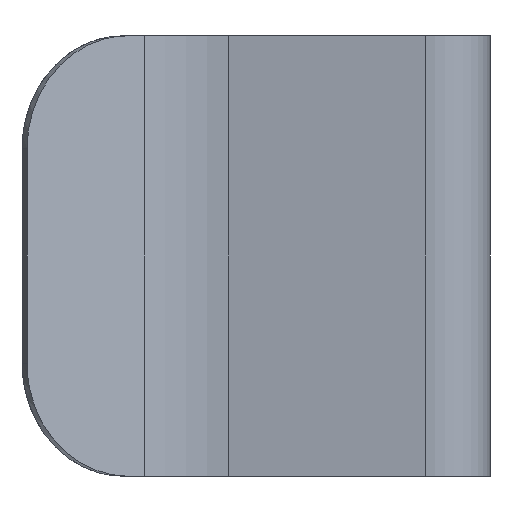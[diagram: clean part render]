
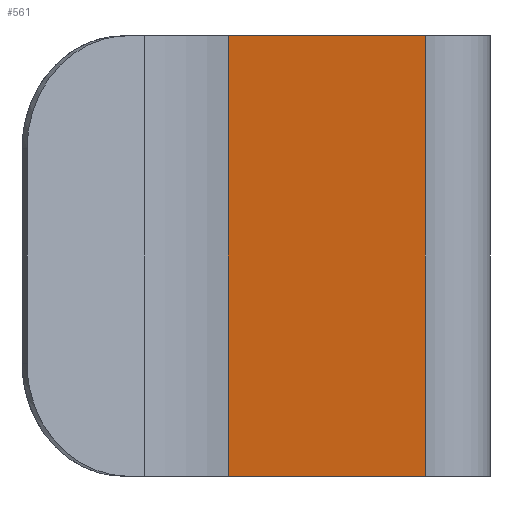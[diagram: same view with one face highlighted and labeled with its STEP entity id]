
A CAD part, left-side view. The second image highlights one B-rep face of the part: STEP entity #561.
In plain terms, the highlighted planar face has unit normal (-0.989, 0.145, 0).
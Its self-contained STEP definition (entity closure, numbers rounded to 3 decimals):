
#76=ORIENTED_EDGE('',*,*,#242,.T.);
#77=ORIENTED_EDGE('',*,*,#243,.F.);
#78=ORIENTED_EDGE('',*,*,#244,.F.);
#79=ORIENTED_EDGE('',*,*,#240,.T.);
#240=EDGE_CURVE('',#323,#322,#377,.T.);
#242=EDGE_CURVE('',#322,#324,#378,.T.);
#243=EDGE_CURVE('',#325,#324,#379,.T.);
#244=EDGE_CURVE('',#323,#325,#380,.T.);
#322=VERTEX_POINT('',#855);
#323=VERTEX_POINT('',#857);
#324=VERTEX_POINT('',#861);
#325=VERTEX_POINT('',#863);
#377=LINE('',#856,#433);
#378=LINE('',#860,#434);
#379=LINE('',#862,#435);
#380=LINE('',#864,#436);
#433=VECTOR('',#680,1000.);
#434=VECTOR('',#685,1000.);
#435=VECTOR('',#686,1000.);
#436=VECTOR('',#687,1000.);
#485=EDGE_LOOP('',(#76,#77,#78,#79));
#515=FACE_BOUND('',#485,.T.);
#544=PLANE('',#608);
#561=ADVANCED_FACE('',(#515),#544,.F.);
#608=AXIS2_PLACEMENT_3D('',#859,#683,#684);
#680=DIRECTION('',(0.,0.,-1.));
#683=DIRECTION('',(0.989,-0.145,0.));
#684=DIRECTION('',(0.145,0.989,0.));
#685=DIRECTION('',(-0.145,-0.989,0.));
#686=DIRECTION('',(0.,0.,-1.));
#687=DIRECTION('',(-0.145,-0.989,0.));
#855=CARTESIAN_POINT('',(-7.727,0.537,-3.9));
#856=CARTESIAN_POINT('',(-7.727,0.537,3.9));
#857=CARTESIAN_POINT('',(-7.727,0.537,3.9));
#859=CARTESIAN_POINT('',(-7.727,0.537,3.9));
#860=CARTESIAN_POINT('',(-7.727,0.537,-3.9));
#861=CARTESIAN_POINT('',(-8.239,-2.955,-3.9));
#862=CARTESIAN_POINT('',(-8.239,-2.955,3.9));
#863=CARTESIAN_POINT('',(-8.239,-2.955,3.9));
#864=CARTESIAN_POINT('',(-7.727,0.537,3.9));
